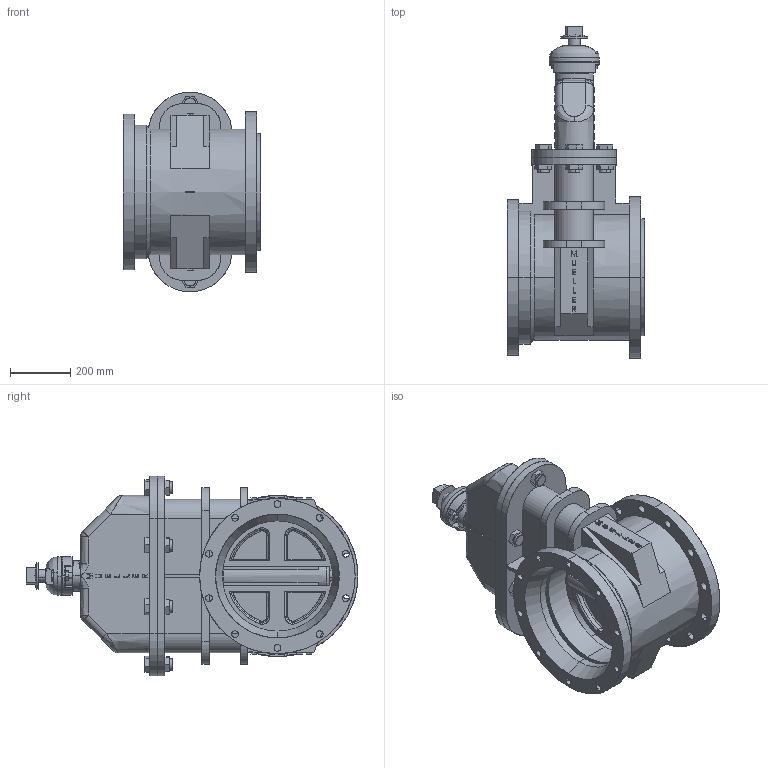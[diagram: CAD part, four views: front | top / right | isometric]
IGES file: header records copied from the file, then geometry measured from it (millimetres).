
Start section: SolidWorks IGES file using analytic representation for surfaces
Global section: file name: T-2361-16-14.IGS; native system: SolidWorks 2014; preprocessor: SolidWorks 2014; author: ADMIN; date: 140222.155518; units: inch
Bounding box: 454.91 x 1098.47 x 660.4 mm (x, y, z)
Surface area: 4365381 mm2 (no closed solid volume)
Topology: 0 solids, 0 shells, 1142 faces, 20772 edges, 20769 vertices
Faces by surface type: bspline 797, revolution 345
